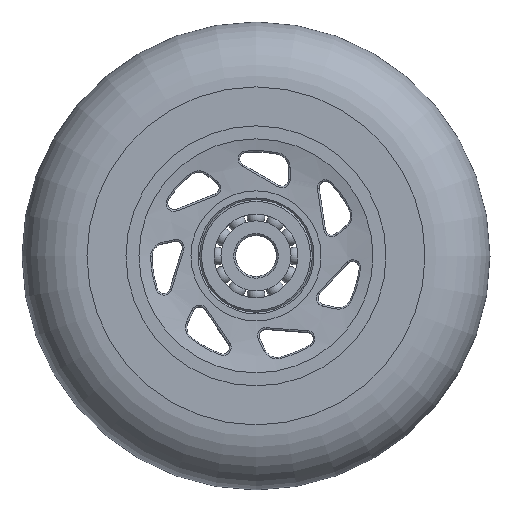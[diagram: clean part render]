
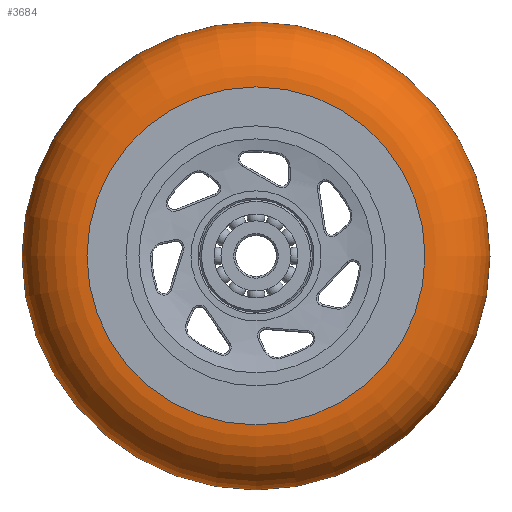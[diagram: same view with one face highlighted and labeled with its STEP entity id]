
A CAD part, top view. The second image highlights one B-rep face of the part: STEP entity #3684.
In plain terms, the highlighted toroidal (fillet/blend) face has major radius 33.02 mm and minor radius 12.7 mm.
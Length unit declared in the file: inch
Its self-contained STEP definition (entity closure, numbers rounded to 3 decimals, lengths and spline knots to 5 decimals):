
#401=TOROIDAL_SURFACE('',#4173,1.3,0.5);
#619=FACE_OUTER_BOUND('',#892,.T.);
#892=EDGE_LOOP('',(#3344,#3345,#3346,#3347,#3348,#3349));
#1391=CIRCLE('',#4169,1.3);
#1392=CIRCLE('',#4170,1.3);
#1395=CIRCLE('',#4174,0.5);
#1396=CIRCLE('',#4175,1.3);
#1397=CIRCLE('',#4176,1.3);
#1747=VERTEX_POINT('',#8689);
#1748=VERTEX_POINT('',#8690);
#1751=VERTEX_POINT('',#8698);
#1752=VERTEX_POINT('',#8700);
#2282=EDGE_CURVE('',#1747,#1748,#1391,.T.);
#2283=EDGE_CURVE('',#1748,#1747,#1392,.T.);
#2286=EDGE_CURVE('',#1748,#1751,#1395,.T.);
#2287=EDGE_CURVE('',#1751,#1752,#1396,.T.);
#2288=EDGE_CURVE('',#1752,#1751,#1397,.T.);
#3344=ORIENTED_EDGE('',*,*,#2282,.T.);
#3345=ORIENTED_EDGE('',*,*,#2286,.T.);
#3346=ORIENTED_EDGE('',*,*,#2287,.T.);
#3347=ORIENTED_EDGE('',*,*,#2288,.T.);
#3348=ORIENTED_EDGE('',*,*,#2286,.F.);
#3349=ORIENTED_EDGE('',*,*,#2283,.T.);
#3684=ADVANCED_FACE('',(#619),#401,.T.);
#4169=AXIS2_PLACEMENT_3D('',#8691,#5157,#5158);
#4170=AXIS2_PLACEMENT_3D('',#8692,#5159,#5160);
#4173=AXIS2_PLACEMENT_3D('',#8697,#5165,#5166);
#4174=AXIS2_PLACEMENT_3D('',#8699,#5167,#5168);
#4175=AXIS2_PLACEMENT_3D('',#8701,#5169,#5170);
#4176=AXIS2_PLACEMENT_3D('',#8702,#5171,#5172);
#5157=DIRECTION('center_axis',(0.,1.,0.));
#5158=DIRECTION('ref_axis',(-1.,0.,0.));
#5159=DIRECTION('center_axis',(0.,1.,0.));
#5160=DIRECTION('ref_axis',(-1.,0.,0.));
#5165=DIRECTION('center_axis',(0.,-1.,0.));
#5166=DIRECTION('ref_axis',(0.,0.,-1.));
#5167=DIRECTION('center_axis',(-1.,0.,0.));
#5168=DIRECTION('ref_axis',(0.,0.,1.));
#5169=DIRECTION('center_axis',(0.,-1.,0.));
#5170=DIRECTION('ref_axis',(-1.,0.,0.));
#5171=DIRECTION('center_axis',(0.,-1.,0.));
#5172=DIRECTION('ref_axis',(-1.,0.,0.));
#8689=CARTESIAN_POINT('',(1.3,-0.5,0.));
#8690=CARTESIAN_POINT('',(0.,-0.5,1.3));
#8691=CARTESIAN_POINT('Origin',(0.,-0.5,0.));
#8692=CARTESIAN_POINT('Origin',(0.,-0.5,0.));
#8697=CARTESIAN_POINT('Origin',(0.,0.,0.));
#8698=CARTESIAN_POINT('',(0.,0.5,1.3));
#8699=CARTESIAN_POINT('Origin',(0.,0.,1.3));
#8700=CARTESIAN_POINT('',(1.3,0.5,0.));
#8701=CARTESIAN_POINT('Origin',(0.,0.5,0.));
#8702=CARTESIAN_POINT('Origin',(0.,0.5,0.));
